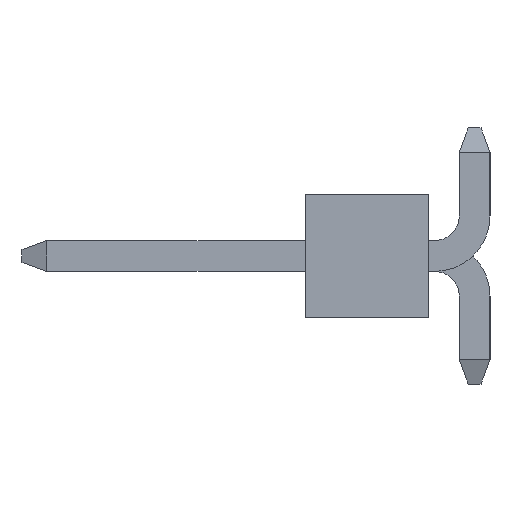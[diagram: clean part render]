
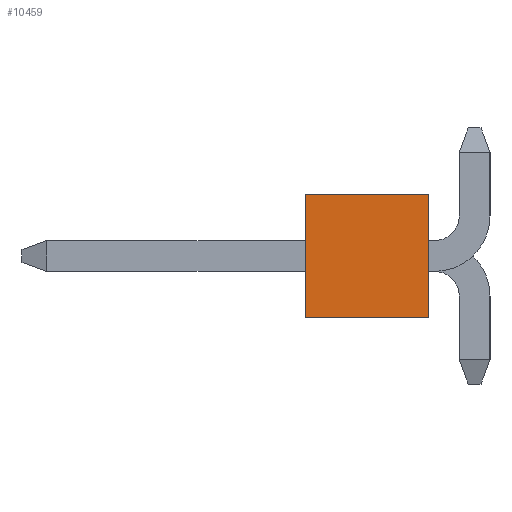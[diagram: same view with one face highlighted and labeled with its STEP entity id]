
A CAD part, left-side view. The second image highlights one B-rep face of the part: STEP entity #10459.
In plain terms, the highlighted planar face has unit normal (-1, 0, 0).
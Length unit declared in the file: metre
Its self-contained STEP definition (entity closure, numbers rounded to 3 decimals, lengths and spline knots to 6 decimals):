
#376=ORIENTED_EDGE('',*,*,#3223,.F.);
#377=ORIENTED_EDGE('',*,*,#3389,.F.);
#378=ORIENTED_EDGE('',*,*,#3390,.F.);
#379=ORIENTED_EDGE('',*,*,#3387,.T.);
#3223=EDGE_CURVE('',#4731,#4732,#5683,.T.);
#3387=EDGE_CURVE('',#4894,#4732,#5847,.T.);
#3389=EDGE_CURVE('',#4895,#4731,#5849,.T.);
#3390=EDGE_CURVE('',#4894,#4895,#5850,.T.);
#4731=VERTEX_POINT('',#15632);
#4732=VERTEX_POINT('',#15634);
#4894=VERTEX_POINT('',#15962);
#4895=VERTEX_POINT('',#15966);
#5683=LINE('',#15633,#7111);
#5847=LINE('',#15961,#7275);
#5849=LINE('',#15965,#7277);
#5850=LINE('',#15967,#7278);
#7111=VECTOR('',#12773,1.);
#7275=VECTOR('',#12941,1.);
#7277=VECTOR('',#12945,1.);
#7278=VECTOR('',#12946,1.);
#8487=EDGE_LOOP('',(#376,#377,#378,#379));
#9125=FACE_BOUND('',#8487,.T.);
#9743=PLANE('',#12019);
#10459=ADVANCED_FACE('',(#9125),#9743,.T.);
#12019=AXIS2_PLACEMENT_3D('',#15964,#12943,#12944);
#12773=DIRECTION('',(0.,0.,1.));
#12941=DIRECTION('',(0.,1.,0.));
#12943=DIRECTION('',(-1.,0.,0.));
#12944=DIRECTION('',(0.,0.,-1.));
#12945=DIRECTION('',(0.,1.,0.));
#12946=DIRECTION('',(0.,0.,-1.));
#15632=CARTESIAN_POINT('',(0.,0.00254,-0.00127));
#15633=CARTESIAN_POINT('',(0.,0.00254,0.00127));
#15634=CARTESIAN_POINT('',(0.,0.00254,0.00127));
#15961=CARTESIAN_POINT('',(0.,0.,0.00127));
#15962=CARTESIAN_POINT('',(0.,0.,0.00127));
#15964=CARTESIAN_POINT('',(0.,0.,0.));
#15965=CARTESIAN_POINT('',(0.,0.,-0.00127));
#15966=CARTESIAN_POINT('',(0.,0.,-0.00127));
#15967=CARTESIAN_POINT('',(0.,0.,0.00127));
